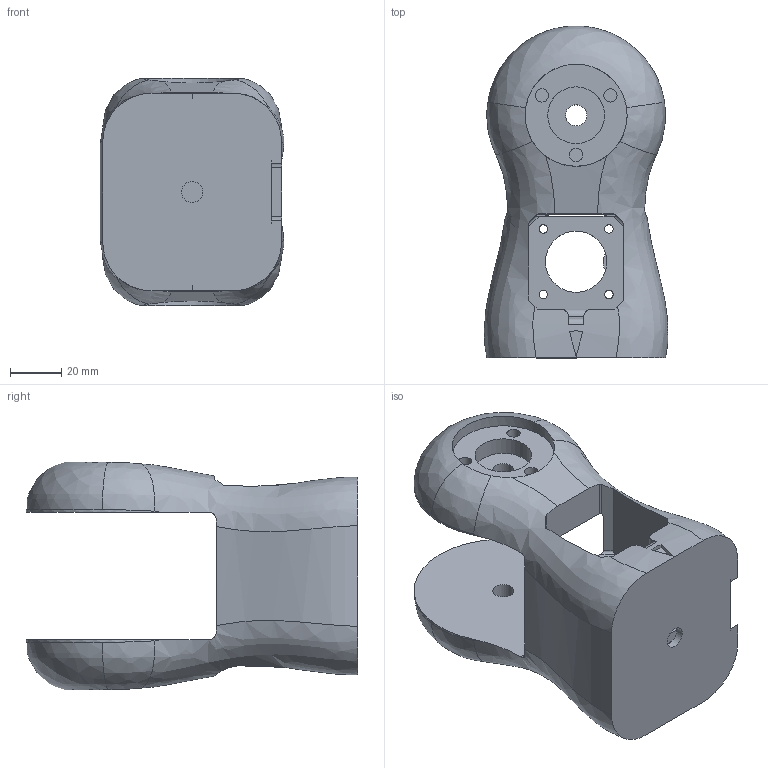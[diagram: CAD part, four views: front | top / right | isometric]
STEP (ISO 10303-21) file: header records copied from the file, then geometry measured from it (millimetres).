
FILE_DESCRIPTION(/* description */ (''),/* implementation_level */ '2;1');
FILE_NAME(/* name */ '4M1D v6.step',/* time_stamp */ '2019-03-05T07:35:03-06:00',/* author */ (''),/* organization */ (''),/* preprocessor_version */ 'ST-DEVELOPER v17.2',/* originating_system */ 'Autodesk Translation Framework v7.6.0.251',/* authorisation */ '');
FILE_SCHEMA (('AUTOMOTIVE_DESIGN { 1 0 10303 214 3 1 1 }'));
Length unit declared in the file: millimetre
Products named in the file (1): 4M1D
Bounding box: 71.94 x 130 x 89.15 mm (x, y, z)
Volume: 260592.2 mm3; surface area: 56957.7 mm2
Topology: 1 solids, 1 shells, 164 faces, 458 edges, 310 vertices
Faces by surface type: plane 69, cylinder 60, bspline 29, torus 6
Full cylindrical faces by diameter (mm): 3.2 x1, 3.3 x4, 5.2 x9, 5.6 x1, 6 x4, 8.3 x3, 22.3 x2, 24 x1, 40 x2
Entity records: 9799 total; most frequent: CARTESIAN_POINT 5712, ORIENTED_EDGE 916, DIRECTION 730, EDGE_CURVE 458, VERTEX_POINT 310, AXIS2_PLACEMENT_3D 276, EDGE_LOOP 202, LINE 178
